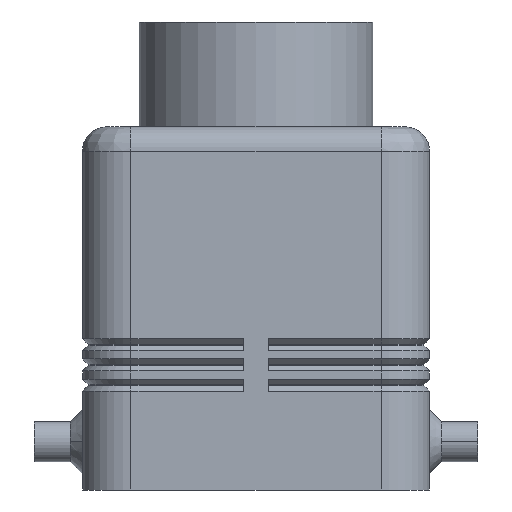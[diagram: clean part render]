
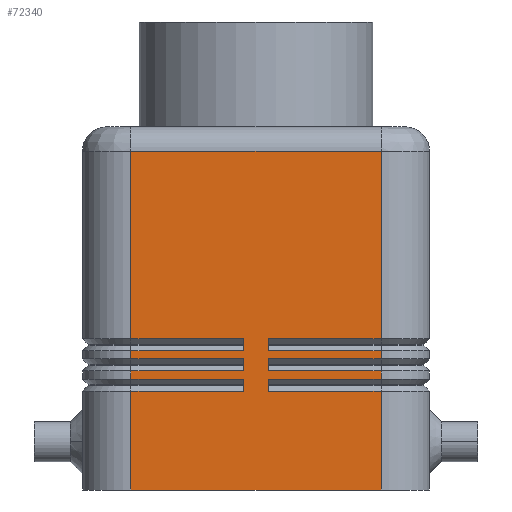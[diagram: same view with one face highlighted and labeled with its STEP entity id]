
A CAD part, left-side view. The second image highlights one B-rep face of the part: STEP entity #72340.
In plain terms, the highlighted planar face has unit normal (-1, 0, 0).
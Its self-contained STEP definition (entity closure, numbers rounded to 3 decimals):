
#1610=CARTESIAN_POINT('',(-36.5,-15.5,13.75));
#1620=VERTEX_POINT('',#1610);
#2060=CARTESIAN_POINT('',(-36.5,-15.5,12.25));
#2070=DIRECTION('',(0.,0.,-1.));
#2080=VECTOR('',#2070,12.25);
#2090=LINE('',#2060,#2080);
#2100=CARTESIAN_POINT('',(-36.5,-15.5,12.25));
#2110=VERTEX_POINT('',#2100);
#2120=CARTESIAN_POINT('',(-36.5,-15.5,0.));
#2130=VERTEX_POINT('',#2120);
#2140=EDGE_CURVE('',#2110,#2130,#2090,.T.);
#4350=CARTESIAN_POINT('',(-36.5,-15.5,16.25));
#4360=VERTEX_POINT('',#4350);
#4800=CARTESIAN_POINT('',(-36.5,-15.5,14.75));
#4810=DIRECTION('',(0.,0.,-1.));
#4820=VECTOR('',#4810,1.);
#4830=LINE('',#4800,#4820);
#4840=CARTESIAN_POINT('',(-36.5,-15.5,14.75));
#4850=VERTEX_POINT('',#4840);
#4860=EDGE_CURVE('',#4850,#1620,#4830,.T.);
#6360=CARTESIAN_POINT('',(-36.5,-15.5,42.));
#6370=DIRECTION('',(0.,0.,-1.));
#6380=VECTOR('',#6370,23.25);
#6390=LINE('',#6360,#6380);
#6400=CARTESIAN_POINT('',(-36.5,-15.5,42.));
#6410=VERTEX_POINT('',#6400);
#6420=CARTESIAN_POINT('',(-36.5,-15.5,18.75));
#6430=VERTEX_POINT('',#6420);
#6440=EDGE_CURVE('',#6410,#6430,#6390,.T.);
#7730=CARTESIAN_POINT('',(-36.5,-15.5,17.25));
#7740=DIRECTION('',(0.,0.,-1.));
#7750=VECTOR('',#7740,1.);
#7760=LINE('',#7730,#7750);
#7770=CARTESIAN_POINT('',(-36.5,-15.5,17.25));
#7780=VERTEX_POINT('',#7770);
#7790=EDGE_CURVE('',#7780,#4360,#7760,.T.);
#9440=CARTESIAN_POINT('',(-36.5,15.5,13.75));
#9450=VERTEX_POINT('',#9440);
#10760=CARTESIAN_POINT('',(-36.5,15.5,0.));
#10770=DIRECTION('',(0.,0.,1.));
#10780=VECTOR('',#10770,12.25);
#10790=LINE('',#10760,#10780);
#10800=CARTESIAN_POINT('',(-36.5,15.5,0.));
#10810=VERTEX_POINT('',#10800);
#10820=CARTESIAN_POINT('',(-36.5,15.5,12.25));
#10830=VERTEX_POINT('',#10820);
#10840=EDGE_CURVE('',#10810,#10830,#10790,.T.);
#12910=CARTESIAN_POINT('',(-36.5,15.5,16.25));
#12920=DIRECTION('',(0.,0.,1.));
#12930=VECTOR('',#12920,1.);
#12940=LINE('',#12910,#12930);
#12950=CARTESIAN_POINT('',(-36.5,15.5,16.25));
#12960=VERTEX_POINT('',#12950);
#12970=CARTESIAN_POINT('',(-36.5,15.5,17.25));
#12980=VERTEX_POINT('',#12970);
#12990=EDGE_CURVE('',#12960,#12980,#12940,.T.);
#13400=CARTESIAN_POINT('',(-36.5,15.5,18.75));
#13410=DIRECTION('',(0.,0.,1.));
#13420=VECTOR('',#13410,23.25);
#13430=LINE('',#13400,#13420);
#13440=CARTESIAN_POINT('',(-36.5,15.5,18.75));
#13450=VERTEX_POINT('',#13440);
#13460=CARTESIAN_POINT('',(-36.5,15.5,42.));
#13470=VERTEX_POINT('',#13460);
#13480=EDGE_CURVE('',#13450,#13470,#13430,.T.);
#14670=CARTESIAN_POINT('',(-36.5,15.5,13.75));
#14680=DIRECTION('',(0.,0.,1.));
#14690=VECTOR('',#14680,1.);
#14700=LINE('',#14670,#14690);
#14710=CARTESIAN_POINT('',(-36.5,15.5,14.75));
#14720=VERTEX_POINT('',#14710);
#14730=EDGE_CURVE('',#9450,#14720,#14700,.T.);
#26360=CARTESIAN_POINT('',(-36.5,15.5,42.));
#26370=DIRECTION('',(0.,-1.,0.));
#26380=VECTOR('',#26370,31.);
#26390=LINE('',#26360,#26380);
#26400=EDGE_CURVE('',#13470,#6410,#26390,.T.);
#49580=CARTESIAN_POINT('',(-36.5,-1.5,13.75));
#49590=VERTEX_POINT('',#49580);
#49620=CARTESIAN_POINT('',(-36.5,-15.5,13.75));
#49630=DIRECTION('',(0.,1.,0.));
#49640=VECTOR('',#49630,14.);
#49650=LINE('',#49620,#49640);
#49660=EDGE_CURVE('',#1620,#49590,#49650,.T.);
#58470=CARTESIAN_POINT('',(-36.5,-15.5,0.));
#58480=DIRECTION('',(0.,1.,0.));
#58490=VECTOR('',#58480,31.);
#58500=LINE('',#58470,#58490);
#58510=EDGE_CURVE('',#2130,#10810,#58500,.T.);
#66360=CARTESIAN_POINT('',(-36.5,1.5,17.25));
#66370=VERTEX_POINT('',#66360);
#66400=CARTESIAN_POINT('',(-36.5,15.5,17.25));
#66410=DIRECTION('',(0.,-1.,0.));
#66420=VECTOR('',#66410,14.);
#66430=LINE('',#66400,#66420);
#66440=EDGE_CURVE('',#12980,#66370,#66430,.T.);
#69270=CARTESIAN_POINT('',(-36.5,1.5,18.75));
#69280=DIRECTION('',(0.,1.,0.));
#69290=VECTOR('',#69280,14.);
#69300=LINE('',#69270,#69290);
#69310=CARTESIAN_POINT('',(-36.5,1.5,18.75));
#69320=VERTEX_POINT('',#69310);
#69330=EDGE_CURVE('',#69320,#13450,#69300,.T.);
#70080=CARTESIAN_POINT('',(-36.5,1.5,14.75));
#70090=VERTEX_POINT('',#70080);
#70120=CARTESIAN_POINT('',(-36.5,15.5,14.75));
#70130=DIRECTION('',(0.,-1.,0.));
#70140=VECTOR('',#70130,14.);
#70150=LINE('',#70120,#70140);
#70160=EDGE_CURVE('',#14720,#70090,#70150,.T.);
#71130=CARTESIAN_POINT('',(-36.5,0.,45.));
#71140=DIRECTION('',(-1.,0.,0.));
#71150=DIRECTION('',(0.,0.,1.));
#71160=AXIS2_PLACEMENT_3D('',#71130,#71140,#71150);
#71170=PLANE('',#71160);
#71180=ORIENTED_EDGE('',*,*,#6440,.F.);
#71190=CARTESIAN_POINT('',(-36.5,-15.5,18.75));
#71200=DIRECTION('',(0.,1.,0.));
#71210=VECTOR('',#71200,14.);
#71220=LINE('',#71190,#71210);
#71230=CARTESIAN_POINT('',(-36.5,-1.5,18.75));
#71240=VERTEX_POINT('',#71230);
#71250=EDGE_CURVE('',#6430,#71240,#71220,.T.);
#71260=ORIENTED_EDGE('',*,*,#71250,.F.);
#71270=CARTESIAN_POINT('',(-36.5,-1.5,18.75));
#71280=DIRECTION('',(0.,0.,-1.));
#71290=VECTOR('',#71280,1.5);
#71300=LINE('',#71270,#71290);
#71310=CARTESIAN_POINT('',(-36.5,-1.5,17.25));
#71320=VERTEX_POINT('',#71310);
#71330=EDGE_CURVE('',#71240,#71320,#71300,.T.);
#71340=ORIENTED_EDGE('',*,*,#71330,.F.);
#71350=CARTESIAN_POINT('',(-36.5,-1.5,17.25));
#71360=DIRECTION('',(0.,-1.,0.));
#71370=VECTOR('',#71360,14.);
#71380=LINE('',#71350,#71370);
#71390=EDGE_CURVE('',#71320,#7780,#71380,.T.);
#71400=ORIENTED_EDGE('',*,*,#71390,.F.);
#71410=ORIENTED_EDGE('',*,*,#7790,.F.);
#71420=CARTESIAN_POINT('',(-36.5,-15.5,16.25));
#71430=DIRECTION('',(0.,1.,0.));
#71440=VECTOR('',#71430,14.);
#71450=LINE('',#71420,#71440);
#71460=CARTESIAN_POINT('',(-36.5,-1.5,16.25));
#71470=VERTEX_POINT('',#71460);
#71480=EDGE_CURVE('',#4360,#71470,#71450,.T.);
#71490=ORIENTED_EDGE('',*,*,#71480,.F.);
#71500=CARTESIAN_POINT('',(-36.5,-1.5,16.25));
#71510=DIRECTION('',(0.,0.,-1.));
#71520=VECTOR('',#71510,1.5);
#71530=LINE('',#71500,#71520);
#71540=CARTESIAN_POINT('',(-36.5,-1.5,14.75));
#71550=VERTEX_POINT('',#71540);
#71560=EDGE_CURVE('',#71470,#71550,#71530,.T.);
#71570=ORIENTED_EDGE('',*,*,#71560,.F.);
#71580=CARTESIAN_POINT('',(-36.5,-1.5,14.75));
#71590=DIRECTION('',(0.,-1.,0.));
#71600=VECTOR('',#71590,14.);
#71610=LINE('',#71580,#71600);
#71620=EDGE_CURVE('',#71550,#4850,#71610,.T.);
#71630=ORIENTED_EDGE('',*,*,#71620,.F.);
#71640=ORIENTED_EDGE('',*,*,#4860,.F.);
#71650=ORIENTED_EDGE('',*,*,#49660,.F.);
#71660=CARTESIAN_POINT('',(-36.5,-1.5,13.75));
#71670=DIRECTION('',(0.,0.,-1.));
#71680=VECTOR('',#71670,1.5);
#71690=LINE('',#71660,#71680);
#71700=CARTESIAN_POINT('',(-36.5,-1.5,12.25));
#71710=VERTEX_POINT('',#71700);
#71720=EDGE_CURVE('',#49590,#71710,#71690,.T.);
#71730=ORIENTED_EDGE('',*,*,#71720,.F.);
#71740=CARTESIAN_POINT('',(-36.5,-1.5,12.25));
#71750=DIRECTION('',(0.,-1.,0.));
#71760=VECTOR('',#71750,14.);
#71770=LINE('',#71740,#71760);
#71780=EDGE_CURVE('',#71710,#2110,#71770,.T.);
#71790=ORIENTED_EDGE('',*,*,#71780,.F.);
#71800=ORIENTED_EDGE('',*,*,#2140,.F.);
#71810=ORIENTED_EDGE('',*,*,#58510,.F.);
#71820=ORIENTED_EDGE('',*,*,#10840,.F.);
#71830=CARTESIAN_POINT('',(-36.5,15.5,12.25));
#71840=DIRECTION('',(0.,-1.,0.));
#71850=VECTOR('',#71840,14.);
#71860=LINE('',#71830,#71850);
#71870=CARTESIAN_POINT('',(-36.5,1.5,12.25));
#71880=VERTEX_POINT('',#71870);
#71890=EDGE_CURVE('',#10830,#71880,#71860,.T.);
#71900=ORIENTED_EDGE('',*,*,#71890,.F.);
#71910=CARTESIAN_POINT('',(-36.5,1.5,12.25));
#71920=DIRECTION('',(0.,0.,1.));
#71930=VECTOR('',#71920,1.5);
#71940=LINE('',#71910,#71930);
#71950=CARTESIAN_POINT('',(-36.5,1.5,13.75));
#71960=VERTEX_POINT('',#71950);
#71970=EDGE_CURVE('',#71880,#71960,#71940,.T.);
#71980=ORIENTED_EDGE('',*,*,#71970,.F.);
#71990=CARTESIAN_POINT('',(-36.5,1.5,13.75));
#72000=DIRECTION('',(0.,1.,0.));
#72010=VECTOR('',#72000,14.);
#72020=LINE('',#71990,#72010);
#72030=EDGE_CURVE('',#71960,#9450,#72020,.T.);
#72040=ORIENTED_EDGE('',*,*,#72030,.F.);
#72050=ORIENTED_EDGE('',*,*,#14730,.F.);
#72060=ORIENTED_EDGE('',*,*,#70160,.F.);
#72070=CARTESIAN_POINT('',(-36.5,1.5,14.75));
#72080=DIRECTION('',(0.,0.,1.));
#72090=VECTOR('',#72080,1.5);
#72100=LINE('',#72070,#72090);
#72110=CARTESIAN_POINT('',(-36.5,1.5,16.25));
#72120=VERTEX_POINT('',#72110);
#72130=EDGE_CURVE('',#70090,#72120,#72100,.T.);
#72140=ORIENTED_EDGE('',*,*,#72130,.F.);
#72150=CARTESIAN_POINT('',(-36.5,1.5,16.25));
#72160=DIRECTION('',(0.,1.,0.));
#72170=VECTOR('',#72160,14.);
#72180=LINE('',#72150,#72170);
#72190=EDGE_CURVE('',#72120,#12960,#72180,.T.);
#72200=ORIENTED_EDGE('',*,*,#72190,.F.);
#72210=ORIENTED_EDGE('',*,*,#12990,.F.);
#72220=ORIENTED_EDGE('',*,*,#66440,.F.);
#72230=CARTESIAN_POINT('',(-36.5,1.5,17.25));
#72240=DIRECTION('',(0.,0.,1.));
#72250=VECTOR('',#72240,1.5);
#72260=LINE('',#72230,#72250);
#72270=EDGE_CURVE('',#66370,#69320,#72260,.T.);
#72280=ORIENTED_EDGE('',*,*,#72270,.F.);
#72290=ORIENTED_EDGE('',*,*,#69330,.F.);
#72300=ORIENTED_EDGE('',*,*,#13480,.F.);
#72310=ORIENTED_EDGE('',*,*,#26400,.F.);
#72320=EDGE_LOOP('',(#72310,#72300,#72290,#72280,#72220,#72210,#72200,
#72140,#72060,#72050,#72040,#71980,#71900,#71820,#71810,#71800,#71790,
#71730,#71650,#71640,#71630,#71570,#71490,#71410,#71400,#71340,#71260,
#71180));
#72330=FACE_OUTER_BOUND('',#72320,.T.);
#72340=ADVANCED_FACE('',(#72330),#71170,.T.);
